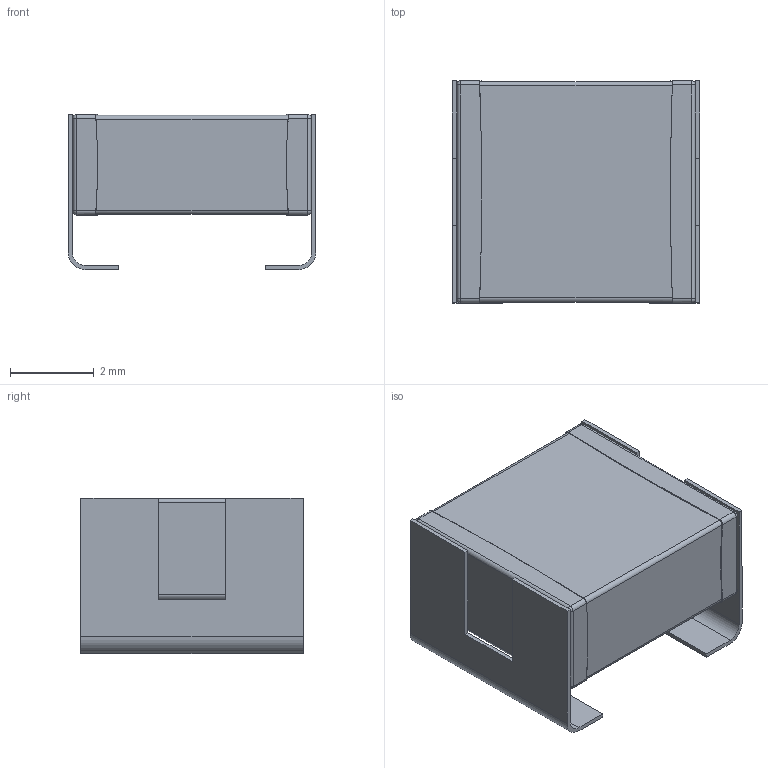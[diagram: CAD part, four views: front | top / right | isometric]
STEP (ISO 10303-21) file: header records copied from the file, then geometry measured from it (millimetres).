
FILE_DESCRIPTION (( 'STEP AP214' ), '1' );
FILE_NAME ('CAP-SMD_L6.1-W5.3-H3.7.step', '2022-07-01T06:39:40', ( '' ), ( '' ), 'SwSTEP 2.0', 'SolidWorks 2020', '' );
FILE_SCHEMA (( 'AUTOMOTIVE_DESIGN' ));
Length unit declared in the file: millimetre
Products named in the file (1): CAP-SMD_L6.1-W5.3-H3.7
Bounding box: 5.9 x 5.3 x 3.7 mm (x, y, z)
Volume: 75.2 mm3; surface area: 168.2 mm2
Topology: 1 solids, 1 shells, 312 faces, 861 edges, 558 vertices
Faces by surface type: plane 172, bspline 98, cylinder 34, sphere 8
Entity records: 13931 total; most frequent: CARTESIAN_POINT 3318, ORIENTED_EDGE 1706, DIRECTION 1103, EDGE_CURVE 853, VERTEX_POINT 558, VECTOR 553, LINE 553, EDGE_LOOP 331
